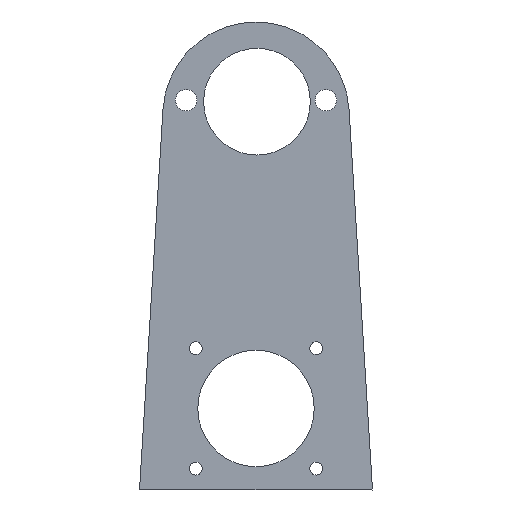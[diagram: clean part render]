
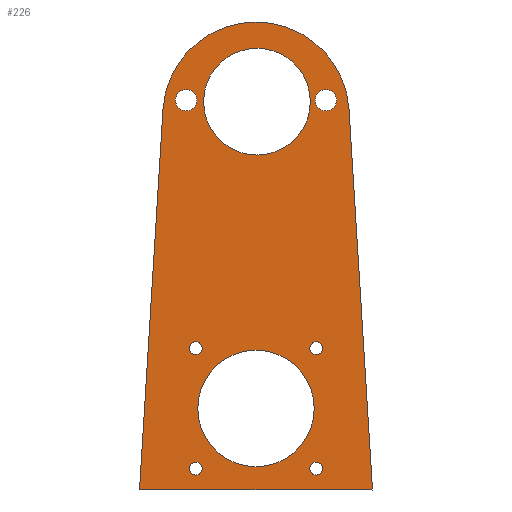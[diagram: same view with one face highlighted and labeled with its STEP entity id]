
A CAD part, left-side view. The second image highlights one B-rep face of the part: STEP entity #226.
In plain terms, the highlighted planar face has unit normal (-1, 0, 0).
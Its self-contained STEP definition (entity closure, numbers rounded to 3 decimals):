
#24 = VERTEX_POINT('',#25);
#25 = CARTESIAN_POINT('',(-113.,-23.954,117.488));
#31 = EDGE_CURVE('',#24,#32,#34,.T.);
#32 = VERTEX_POINT('',#33);
#33 = CARTESIAN_POINT('',(-113.,23.954,117.488));
#34 = CIRCLE('',#35,24.);
#35 = AXIS2_PLACEMENT_3D('',#36,#37,#38);
#36 = CARTESIAN_POINT('',(-113.,0.,116.01));
#37 = DIRECTION('',(-1.,0.,0.));
#38 = DIRECTION('',(0.,-1.,0.));
#66 = VERTEX_POINT('',#67);
#67 = CARTESIAN_POINT('',(-113.,-30.,19.488));
#73 = EDGE_CURVE('',#66,#24,#74,.T.);
#74 = LINE('',#75,#76);
#75 = CARTESIAN_POINT('',(-113.,-30.,19.488));
#76 = VECTOR('',#77,1.);
#77 = DIRECTION('',(0.,0.062,0.998));
#97 = VERTEX_POINT('',#98);
#98 = CARTESIAN_POINT('',(-113.,30.,19.488));
#104 = EDGE_CURVE('',#97,#32,#105,.T.);
#105 = LINE('',#106,#107);
#106 = CARTESIAN_POINT('',(-113.,30.,19.488));
#107 = VECTOR('',#108,1.);
#108 = DIRECTION('',(0.,-0.062,0.998));
#226 = ADVANCED_FACE('',(#227,#238,#249,#260,#271,#282,#293,#304,#315),
  #326,.T.);
#227 = FACE_BOUND('',#228,.T.);
#228 = EDGE_LOOP('',(#229,#230,#231,#237));
#229 = ORIENTED_EDGE('',*,*,#31,.T.);
#230 = ORIENTED_EDGE('',*,*,#104,.F.);
#231 = ORIENTED_EDGE('',*,*,#232,.T.);
#232 = EDGE_CURVE('',#97,#66,#233,.T.);
#233 = LINE('',#234,#235);
#234 = CARTESIAN_POINT('',(-113.,30.,19.488));
#235 = VECTOR('',#236,1.);
#236 = DIRECTION('',(0.,-1.,0.));
#237 = ORIENTED_EDGE('',*,*,#73,.T.);
#238 = FACE_BOUND('',#239,.T.);
#239 = EDGE_LOOP('',(#240));
#240 = ORIENTED_EDGE('',*,*,#241,.F.);
#241 = EDGE_CURVE('',#242,#242,#244,.T.);
#242 = VERTEX_POINT('',#243);
#243 = CARTESIAN_POINT('',(-113.,-13.85,24.988));
#244 = CIRCLE('',#245,1.65);
#245 = AXIS2_PLACEMENT_3D('',#246,#247,#248);
#246 = CARTESIAN_POINT('',(-113.,-15.5,24.988));
#247 = DIRECTION('',(-1.,0.,0.));
#248 = DIRECTION('',(0.,1.,0.));
#249 = FACE_BOUND('',#250,.T.);
#250 = EDGE_LOOP('',(#251));
#251 = ORIENTED_EDGE('',*,*,#252,.F.);
#252 = EDGE_CURVE('',#253,#253,#255,.T.);
#253 = VERTEX_POINT('',#254);
#254 = CARTESIAN_POINT('',(-113.,-13.85,55.988));
#255 = CIRCLE('',#256,1.65);
#256 = AXIS2_PLACEMENT_3D('',#257,#258,#259);
#257 = CARTESIAN_POINT('',(-113.,-15.5,55.988));
#258 = DIRECTION('',(-1.,0.,0.));
#259 = DIRECTION('',(0.,1.,0.));
#260 = FACE_BOUND('',#261,.T.);
#261 = EDGE_LOOP('',(#262));
#262 = ORIENTED_EDGE('',*,*,#263,.F.);
#263 = EDGE_CURVE('',#264,#264,#266,.T.);
#264 = VERTEX_POINT('',#265);
#265 = CARTESIAN_POINT('',(-113.,-13.999,119.488));
#266 = CIRCLE('',#267,13.75);
#267 = AXIS2_PLACEMENT_3D('',#268,#269,#270);
#268 = CARTESIAN_POINT('',(-113.,-0.249,119.488));
#269 = DIRECTION('',(-1.,0.,0.));
#270 = DIRECTION('',(0.,-1.,0.));
#271 = FACE_BOUND('',#272,.T.);
#272 = EDGE_LOOP('',(#273));
#273 = ORIENTED_EDGE('',*,*,#274,.F.);
#274 = EDGE_CURVE('',#275,#275,#277,.T.);
#275 = VERTEX_POINT('',#276);
#276 = CARTESIAN_POINT('',(-113.,-20.75,119.883));
#277 = CIRCLE('',#278,2.75);
#278 = AXIS2_PLACEMENT_3D('',#279,#280,#281);
#279 = CARTESIAN_POINT('',(-113.,-18.,119.883));
#280 = DIRECTION('',(-1.,0.,0.));
#281 = DIRECTION('',(0.,-1.,0.));
#282 = FACE_BOUND('',#283,.T.);
#283 = EDGE_LOOP('',(#284));
#284 = ORIENTED_EDGE('',*,*,#285,.F.);
#285 = EDGE_CURVE('',#286,#286,#288,.T.);
#286 = VERTEX_POINT('',#287);
#287 = CARTESIAN_POINT('',(-113.,15.25,119.883));
#288 = CIRCLE('',#289,2.75);
#289 = AXIS2_PLACEMENT_3D('',#290,#291,#292);
#290 = CARTESIAN_POINT('',(-113.,18.,119.883));
#291 = DIRECTION('',(-1.,0.,0.));
#292 = DIRECTION('',(0.,-1.,0.));
#293 = FACE_BOUND('',#294,.T.);
#294 = EDGE_LOOP('',(#295));
#295 = ORIENTED_EDGE('',*,*,#296,.F.);
#296 = EDGE_CURVE('',#297,#297,#299,.T.);
#297 = VERTEX_POINT('',#298);
#298 = CARTESIAN_POINT('',(-113.,17.15,24.988));
#299 = CIRCLE('',#300,1.65);
#300 = AXIS2_PLACEMENT_3D('',#301,#302,#303);
#301 = CARTESIAN_POINT('',(-113.,15.5,24.988));
#302 = DIRECTION('',(-1.,0.,0.));
#303 = DIRECTION('',(0.,1.,0.));
#304 = FACE_BOUND('',#305,.T.);
#305 = EDGE_LOOP('',(#306));
#306 = ORIENTED_EDGE('',*,*,#307,.T.);
#307 = EDGE_CURVE('',#308,#308,#310,.T.);
#308 = VERTEX_POINT('',#309);
#309 = CARTESIAN_POINT('',(-113.,-15.,40.488));
#310 = CIRCLE('',#311,15.);
#311 = AXIS2_PLACEMENT_3D('',#312,#313,#314);
#312 = CARTESIAN_POINT('',(-113.,0.,40.488));
#313 = DIRECTION('',(1.,0.,0.));
#314 = DIRECTION('',(0.,-1.,0.));
#315 = FACE_BOUND('',#316,.T.);
#316 = EDGE_LOOP('',(#317));
#317 = ORIENTED_EDGE('',*,*,#318,.F.);
#318 = EDGE_CURVE('',#319,#319,#321,.T.);
#319 = VERTEX_POINT('',#320);
#320 = CARTESIAN_POINT('',(-113.,17.15,55.988));
#321 = CIRCLE('',#322,1.65);
#322 = AXIS2_PLACEMENT_3D('',#323,#324,#325);
#323 = CARTESIAN_POINT('',(-113.,15.5,55.988));
#324 = DIRECTION('',(-1.,0.,0.));
#325 = DIRECTION('',(0.,1.,0.));
#326 = PLANE('',#327);
#327 = AXIS2_PLACEMENT_3D('',#328,#329,#330);
#328 = CARTESIAN_POINT('',(-113.,0.,72.682));
#329 = DIRECTION('',(-1.,0.,0.));
#330 = DIRECTION('',(0.,0.,-1.));
